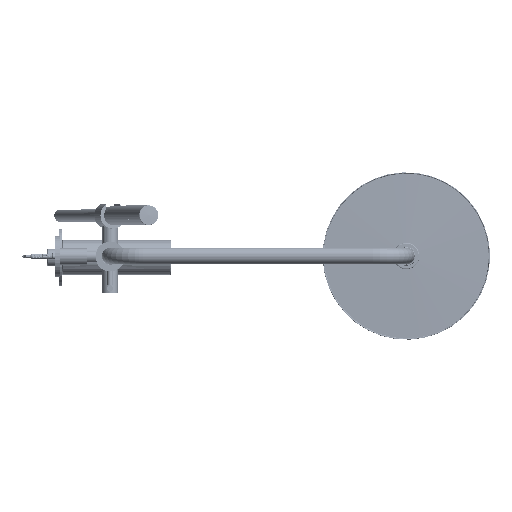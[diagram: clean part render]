
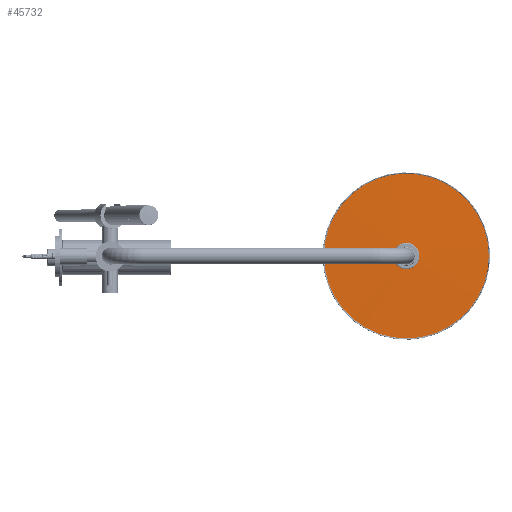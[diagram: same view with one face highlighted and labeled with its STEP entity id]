
A CAD part, top view. The second image highlights one B-rep face of the part: STEP entity #45732.
In plain terms, the highlighted spherical face has radius 3234.33 mm.
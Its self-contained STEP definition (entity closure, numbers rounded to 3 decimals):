
#81=SPHERICAL_SURFACE('',#54128,3234.333);
#4478=CIRCLE('',#54129,14.151);
#4479=CIRCLE('',#54130,100.166);
#14054=ORIENTED_EDGE('',*,*,#20311,.T.);
#14055=ORIENTED_EDGE('',*,*,#20312,.T.);
#20311=EDGE_CURVE('',#35673,#35673,#4478,.T.);
#20312=EDGE_CURVE('',#35674,#35674,#4479,.T.);
#29642=EDGE_LOOP('',(#14054));
#29643=EDGE_LOOP('',(#14055));
#35673=VERTEX_POINT('',#83755);
#35674=VERTEX_POINT('',#83757);
#41727=FACE_BOUND('',#29642,.T.);
#41728=FACE_BOUND('',#29643,.T.);
#45732=ADVANCED_FACE('',(#41727,#41728),#81,.T.);
#54128=AXIS2_PLACEMENT_3D('',#83753,#67075,#67076);
#54129=AXIS2_PLACEMENT_3D('',#83754,#67077,#67078);
#54130=AXIS2_PLACEMENT_3D('',#83756,#67079,#67080);
#67075=DIRECTION('',(0.,1.,0.));
#67076=DIRECTION('',(0.,0.,-1.));
#67077=DIRECTION('',(0.,0.,-1.));
#67078=DIRECTION('',(-1.,0.,0.));
#67079=DIRECTION('',(0.,0.,1.));
#67080=DIRECTION('',(1.,0.,0.));
#83753=CARTESIAN_POINT('',(0.,0.,
-3233.333));
#83754=CARTESIAN_POINT('',(0.,0.,0.969));
#83755=CARTESIAN_POINT('',(-14.151,0.,0.969));
#83756=CARTESIAN_POINT('',(0.,0.,-0.551));
#83757=CARTESIAN_POINT('',(100.166,0.,-0.551));
